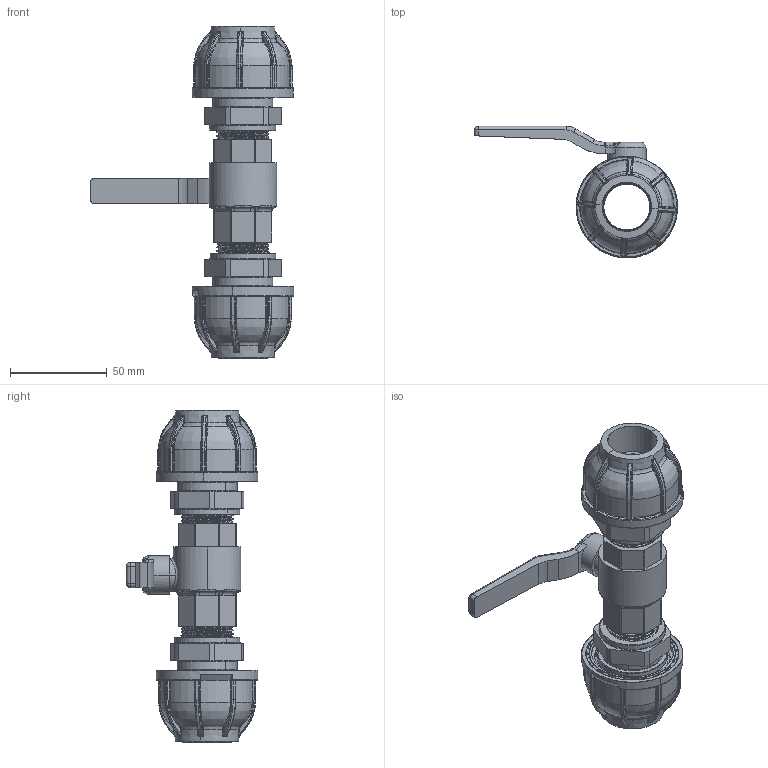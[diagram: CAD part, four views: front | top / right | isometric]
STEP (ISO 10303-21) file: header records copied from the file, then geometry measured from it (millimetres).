
FILE_DESCRIPTION (( 'STEP AP203' ), '1' );
FILE_NAME ('R224.025.034.STEP', '2016-10-19T09:39:31', ( '' ), ( '' ), 'SwSTEP 2.0', 'SolidWorks 2016', '' );
FILE_SCHEMA (( 'CONFIG_CONTROL_DESIGN' ));
Products named in the file (1): R224.025.034
Bounding box: 104.97 x 68 x 171.55 mm (x, y, z)
Surface area: 51125.1 mm2 (no closed solid volume)
Topology: 0 solids, 22 shells, 1172 faces, 5689 edges, 4387 vertices
Faces by surface type: bspline 533, cylinder 325, plane 258, cone 56
Entity records: 117263 total; most frequent: CARTESIAN_POINT 79970, ORIENTED_EDGE 10028, EDGE_CURVE 5663, DIRECTION 4689, VERTEX_POINT 4387, B_SPLINE_CURVE_WITH_KNOTS 3145, AXIS2_PLACEMENT_3D 1827, EDGE_LOOP 1190
